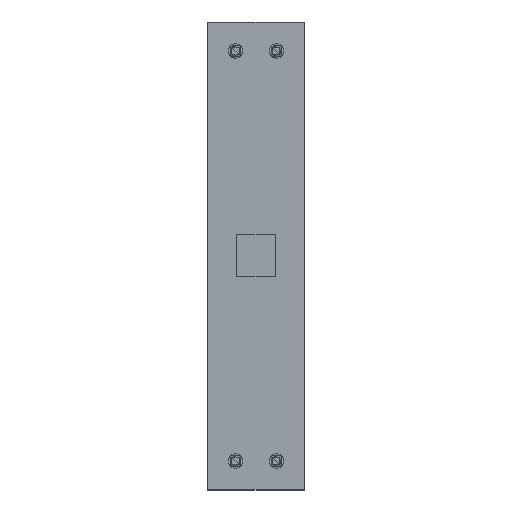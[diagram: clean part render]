
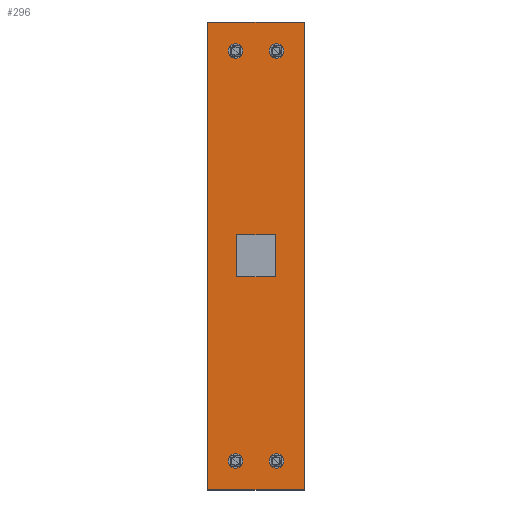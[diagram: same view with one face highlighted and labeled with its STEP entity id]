
A CAD part, top view. The second image highlights one B-rep face of the part: STEP entity #296.
In plain terms, the highlighted planar face has unit normal (0, 0, 1).
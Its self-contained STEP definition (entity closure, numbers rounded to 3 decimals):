
#45 = VERTEX_POINT('',#46);
#46 = CARTESIAN_POINT('',(-3.,-14.5,0.));
#63 = VERTEX_POINT('',#64);
#64 = CARTESIAN_POINT('',(3.,-14.5,0.));
#70 = EDGE_CURVE('',#45,#63,#71,.T.);
#71 = LINE('',#72,#73);
#72 = CARTESIAN_POINT('',(-3.,-14.5,0.));
#73 = VECTOR('',#74,1.);
#74 = DIRECTION('',(1.,0.,0.));
#94 = VERTEX_POINT('',#95);
#95 = CARTESIAN_POINT('',(3.,14.5,0.));
#101 = EDGE_CURVE('',#63,#94,#102,.T.);
#102 = LINE('',#103,#104);
#103 = CARTESIAN_POINT('',(3.,-14.5,0.));
#104 = VECTOR('',#105,1.);
#105 = DIRECTION('',(0.,1.,0.));
#125 = VERTEX_POINT('',#126);
#126 = CARTESIAN_POINT('',(-3.,14.5,0.));
#132 = EDGE_CURVE('',#94,#125,#133,.T.);
#133 = LINE('',#134,#135);
#134 = CARTESIAN_POINT('',(3.,14.5,0.));
#135 = VECTOR('',#136,1.);
#136 = DIRECTION('',(-1.,0.,0.));
#154 = EDGE_CURVE('',#125,#45,#155,.T.);
#155 = LINE('',#156,#157);
#156 = CARTESIAN_POINT('',(-3.,14.5,0.));
#157 = VECTOR('',#158,1.);
#158 = DIRECTION('',(0.,-1.,0.));
#169 = VERTEX_POINT('',#170);
#170 = CARTESIAN_POINT('',(-0.82,12.7,0.));
#186 = EDGE_CURVE('',#169,#169,#187,.T.);
#187 = CIRCLE('',#188,0.45);
#188 = AXIS2_PLACEMENT_3D('',#189,#190,#191);
#189 = CARTESIAN_POINT('',(-1.27,12.7,0.));
#190 = DIRECTION('',(0.,0.,-1.));
#191 = DIRECTION('',(1.,0.,0.));
#202 = VERTEX_POINT('',#203);
#203 = CARTESIAN_POINT('',(1.72,12.7,0.));
#219 = EDGE_CURVE('',#202,#202,#220,.T.);
#220 = CIRCLE('',#221,0.45);
#221 = AXIS2_PLACEMENT_3D('',#222,#223,#224);
#222 = CARTESIAN_POINT('',(1.27,12.7,0.));
#223 = DIRECTION('',(0.,0.,-1.));
#224 = DIRECTION('',(1.,0.,0.));
#235 = VERTEX_POINT('',#236);
#236 = CARTESIAN_POINT('',(-0.82,-12.7,0.));
#252 = EDGE_CURVE('',#235,#235,#253,.T.);
#253 = CIRCLE('',#254,0.45);
#254 = AXIS2_PLACEMENT_3D('',#255,#256,#257);
#255 = CARTESIAN_POINT('',(-1.27,-12.7,0.));
#256 = DIRECTION('',(0.,0.,-1.));
#257 = DIRECTION('',(1.,0.,0.));
#268 = VERTEX_POINT('',#269);
#269 = CARTESIAN_POINT('',(1.72,-12.7,0.));
#285 = EDGE_CURVE('',#268,#268,#286,.T.);
#286 = CIRCLE('',#287,0.45);
#287 = AXIS2_PLACEMENT_3D('',#288,#289,#290);
#288 = CARTESIAN_POINT('',(1.27,-12.7,0.));
#289 = DIRECTION('',(0.,0.,-1.));
#290 = DIRECTION('',(1.,0.,0.));
#296 = ADVANCED_FACE('',(#297,#303,#306,#309,#312),#315,.F.);
#297 = FACE_BOUND('',#298,.T.);
#298 = EDGE_LOOP('',(#299,#300,#301,#302));
#299 = ORIENTED_EDGE('',*,*,#70,.T.);
#300 = ORIENTED_EDGE('',*,*,#101,.T.);
#301 = ORIENTED_EDGE('',*,*,#132,.T.);
#302 = ORIENTED_EDGE('',*,*,#154,.T.);
#303 = FACE_BOUND('',#304,.T.);
#304 = EDGE_LOOP('',(#305));
#305 = ORIENTED_EDGE('',*,*,#186,.T.);
#306 = FACE_BOUND('',#307,.T.);
#307 = EDGE_LOOP('',(#308));
#308 = ORIENTED_EDGE('',*,*,#219,.T.);
#309 = FACE_BOUND('',#310,.T.);
#310 = EDGE_LOOP('',(#311));
#311 = ORIENTED_EDGE('',*,*,#252,.T.);
#312 = FACE_BOUND('',#313,.T.);
#313 = EDGE_LOOP('',(#314));
#314 = ORIENTED_EDGE('',*,*,#285,.T.);
#315 = PLANE('',#316);
#316 = AXIS2_PLACEMENT_3D('',#317,#318,#319);
#317 = CARTESIAN_POINT('',(-3.,-14.5,0.));
#318 = DIRECTION('',(0.,0.,-1.));
#319 = DIRECTION('',(-1.,0.,0.));
